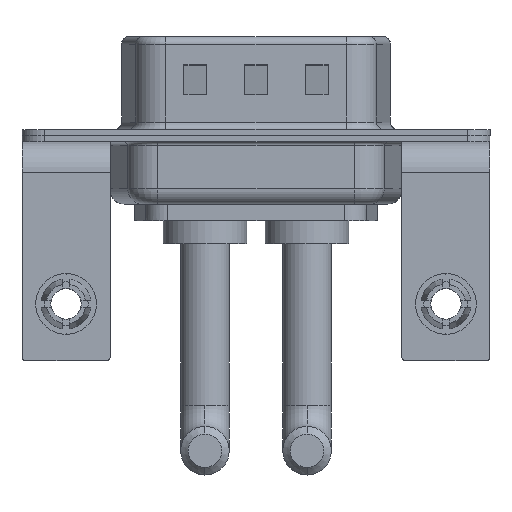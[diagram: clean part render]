
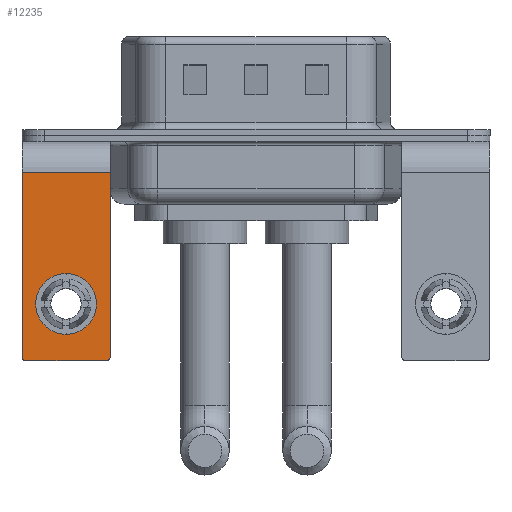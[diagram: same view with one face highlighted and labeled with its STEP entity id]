
A CAD part, front view. The second image highlights one B-rep face of the part: STEP entity #12235.
In plain terms, the highlighted planar face has unit normal (0, -1, 0).
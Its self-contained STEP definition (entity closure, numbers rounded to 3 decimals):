
#597 = CARTESIAN_POINT ( 'NONE',  ( 2.9, -6.25, -2.4 ) ) ;
#626 = VERTEX_POINT ( 'NONE', #5626 ) ;
#1233 = ORIENTED_EDGE ( 'NONE', *, *, #3360, .T. ) ;
#1364 = AXIS2_PLACEMENT_3D ( 'NONE', #11955, #5267, #13337 ) ;
#1747 = AXIS2_PLACEMENT_3D ( 'NONE', #6243, #13880, #14047 ) ;
#2074 = CARTESIAN_POINT ( 'NONE',  ( 2.9, -6.25, -2.4 ) ) ;
#2202 = DIRECTION ( 'NONE',  ( -1., 0., 0. ) ) ;
#2563 = AXIS2_PLACEMENT_3D ( 'NONE', #15237, #10340, #3478 ) ;
#2668 = EDGE_LOOP ( 'NONE', ( #6384, #2923 ) ) ;
#2923 = ORIENTED_EDGE ( 'NONE', *, *, #10527, .T. ) ;
#3233 = CARTESIAN_POINT ( 'NONE',  ( -2.65, -6.25, -14.8 ) ) ;
#3333 = AXIS2_PLACEMENT_3D ( 'NONE', #597, #10880, #4292 ) ;
#3360 = EDGE_CURVE ( 'NONE', #8544, #3867, #10465, .T. ) ;
#3428 = VECTOR ( 'NONE', #2202, 1000. ) ;
#3449 = LINE ( 'NONE', #2074, #5018 ) ;
#3478 = DIRECTION ( 'NONE',  ( 0., 0., 1. ) ) ;
#3484 = CARTESIAN_POINT ( 'NONE',  ( 2.9, -6.25, -14.8 ) ) ;
#3867 = VERTEX_POINT ( 'NONE', #3233 ) ;
#4292 = DIRECTION ( 'NONE',  ( 0., 0., 1. ) ) ;
#4645 = AXIS2_PLACEMENT_3D ( 'NONE', #11311, #15267, #11392 ) ;
#5018 = VECTOR ( 'NONE', #16642, 1000. ) ;
#5117 = VECTOR ( 'NONE', #6294, 1000. ) ;
#5219 = EDGE_CURVE ( 'NONE', #9528, #3867, #15243, .T. ) ;
#5267 = DIRECTION ( 'NONE',  ( 0., 1., 0. ) ) ;
#5423 = ORIENTED_EDGE ( 'NONE', *, *, #8818, .T. ) ;
#5626 = CARTESIAN_POINT ( 'NONE',  ( 2.9, -6.25, -2.4 ) ) ;
#6243 = CARTESIAN_POINT ( 'NONE',  ( -2.65, -6.25, -14.55 ) ) ;
#6289 = CIRCLE ( 'NONE', #1364, 2. ) ;
#6294 = DIRECTION ( 'NONE',  ( 0., 0., -1. ) ) ;
#6384 = ORIENTED_EDGE ( 'NONE', *, *, #10741, .T. ) ;
#6518 = EDGE_LOOP ( 'NONE', ( #7603, #1233, #8055, #10059, #10900, #5423 ) ) ;
#6545 = EDGE_CURVE ( 'NONE', #626, #10249, #11687, .T. ) ;
#6555 = CARTESIAN_POINT ( 'NONE',  ( 2.9, -6.25, -2.4 ) ) ;
#6850 = FACE_BOUND ( 'NONE', #2668, .T. ) ;
#6902 = CARTESIAN_POINT ( 'NONE',  ( -2.9, -6.25, -2.4 ) ) ;
#7334 = CARTESIAN_POINT ( 'NONE',  ( -2.9, -6.25, -2.4 ) ) ;
#7585 = CARTESIAN_POINT ( 'NONE',  ( 0., -6.25, -13.07 ) ) ;
#7603 = ORIENTED_EDGE ( 'NONE', *, *, #16510, .T. ) ;
#8055 = ORIENTED_EDGE ( 'NONE', *, *, #5219, .F. ) ;
#8544 = VERTEX_POINT ( 'NONE', #16596 ) ;
#8818 = EDGE_CURVE ( 'NONE', #626, #9745, #3449, .T. ) ;
#9242 = CARTESIAN_POINT ( 'NONE',  ( 2.65, -6.25, -14.8 ) ) ;
#9528 = VERTEX_POINT ( 'NONE', #9242 ) ;
#9745 = VERTEX_POINT ( 'NONE', #7334 ) ;
#10059 = ORIENTED_EDGE ( 'NONE', *, *, #14187, .T. ) ;
#10249 = VERTEX_POINT ( 'NONE', #11268 ) ;
#10340 = DIRECTION ( 'NONE',  ( 0., -1., 0. ) ) ;
#10465 = CIRCLE ( 'NONE', #1747, 0.25 ) ;
#10472 = VERTEX_POINT ( 'NONE', #13163 ) ;
#10527 = EDGE_CURVE ( 'NONE', #10472, #16320, #6289, .T. ) ;
#10741 = EDGE_CURVE ( 'NONE', #16320, #10472, #16430, .T. ) ;
#10880 = DIRECTION ( 'NONE',  ( 0., 1., 0. ) ) ;
#10900 = ORIENTED_EDGE ( 'NONE', *, *, #6545, .F. ) ;
#11268 = CARTESIAN_POINT ( 'NONE',  ( 2.9, -6.25, -14.55 ) ) ;
#11311 = CARTESIAN_POINT ( 'NONE',  ( 0., -6.25, -11.07 ) ) ;
#11392 = DIRECTION ( 'NONE',  ( 0., 0., 1. ) ) ;
#11687 = LINE ( 'NONE', #6555, #5117 ) ;
#11883 = LINE ( 'NONE', #6902, #13934 ) ;
#11955 = CARTESIAN_POINT ( 'NONE',  ( 0., -6.25, -11.07 ) ) ;
#12235 = ADVANCED_FACE ( 'NONE', ( #6850, #16281 ), #16117, .F. ) ;
#13163 = CARTESIAN_POINT ( 'NONE',  ( 0., -6.25, -9.07 ) ) ;
#13266 = DIRECTION ( 'NONE',  ( 0., 0., -1. ) ) ;
#13337 = DIRECTION ( 'NONE',  ( 0., 0., 1. ) ) ;
#13790 = CIRCLE ( 'NONE', #2563, 0.25 ) ;
#13880 = DIRECTION ( 'NONE',  ( 0., -1., 0. ) ) ;
#13934 = VECTOR ( 'NONE', #13266, 1000. ) ;
#14047 = DIRECTION ( 'NONE',  ( 0., 0., 1. ) ) ;
#14187 = EDGE_CURVE ( 'NONE', #9528, #10249, #13790, .T. ) ;
#15237 = CARTESIAN_POINT ( 'NONE',  ( 2.65, -6.25, -14.55 ) ) ;
#15243 = LINE ( 'NONE', #3484, #3428 ) ;
#15267 = DIRECTION ( 'NONE',  ( 0., 1., 0. ) ) ;
#16117 = PLANE ( 'NONE',  #3333 ) ;
#16281 = FACE_OUTER_BOUND ( 'NONE', #6518, .T. ) ;
#16320 = VERTEX_POINT ( 'NONE', #7585 ) ;
#16430 = CIRCLE ( 'NONE', #4645, 2. ) ;
#16510 = EDGE_CURVE ( 'NONE', #9745, #8544, #11883, .T. ) ;
#16596 = CARTESIAN_POINT ( 'NONE',  ( -2.9, -6.25, -14.55 ) ) ;
#16642 = DIRECTION ( 'NONE',  ( -1., 0., 0. ) ) ;
